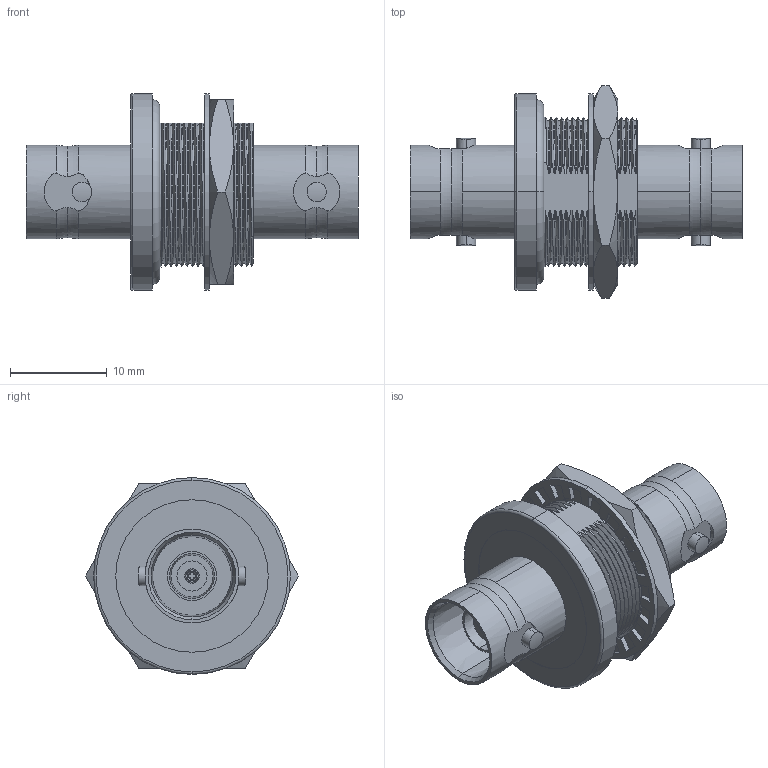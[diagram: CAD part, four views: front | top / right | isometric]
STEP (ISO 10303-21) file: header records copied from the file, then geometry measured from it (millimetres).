
FILE_DESCRIPTION (( 'STEP AP214' ), '1' );
FILE_NAME ('FMCN10-06580_3D.step', '2023-03-17T12:50:33', ( '' ), ( '' ), 'SwSTEP 2.0', 'SolidWorks 2022', '' );
FILE_SCHEMA (( 'AUTOMOTIVE_DESIGN' ));
Length unit declared in the file: inch
Products named in the file (6): 10-06580-MA6; 10-06580-MA5; FMCN10-06580_3D; 10-06580-MA4; 10-06580-MA1; 10-06580-MA3
Assembly tree (5 placements, depth 2):
  FMCN10-06580_3D
    10-06580-MA1
    10-06580-MA5
    10-06580-MA6
    10-06580-MA4
    10-06580-MA3
Bounding box: 34.29 x 22 x 20.32 mm (x, y, z)
Volume: 3696.7 mm3; surface area: 4536.4 mm2
Topology: 5 solids, 5 shells, 334 faces, 883 edges, 574 vertices
Faces by surface type: cylinder 120, plane 99, cone 58, bspline 39, torus 18
Entity records: 29645 total; most frequent: CARTESIAN_POINT 21156, ORIENTED_EDGE 1766, DIRECTION 1496, EDGE_CURVE 883, AXIS2_PLACEMENT_3D 586, VERTEX_POINT 574, EDGE_LOOP 355, FACE_OUTER_BOUND 334
